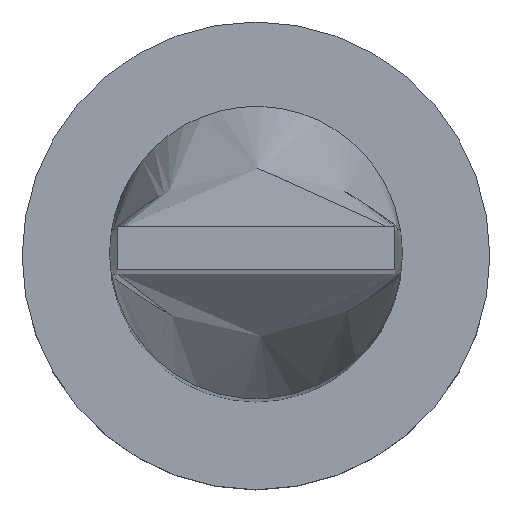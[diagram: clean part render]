
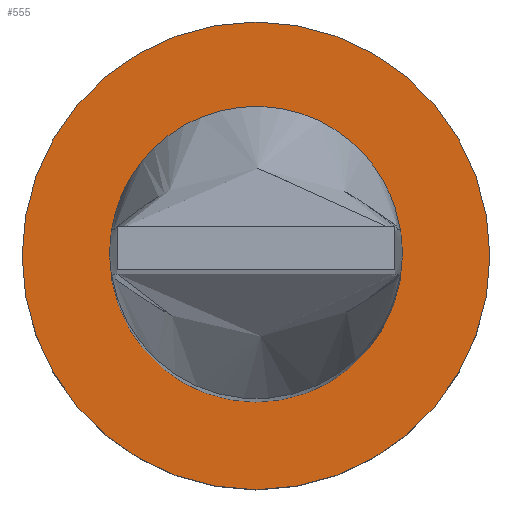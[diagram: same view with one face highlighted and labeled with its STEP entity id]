
A CAD part, top view. The second image highlights one B-rep face of the part: STEP entity #555.
In plain terms, the highlighted planar face has unit normal (0, 0, 1).
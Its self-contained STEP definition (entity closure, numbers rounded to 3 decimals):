
#19 = EDGE_CURVE ( 'NONE', #613, #430, #517, .T. ) ;
#32 = EDGE_LOOP ( 'NONE', ( #557, #277 ) ) ;
#60 = DIRECTION ( 'NONE',  ( 1., 0., 0. ) ) ;
#71 = CARTESIAN_POINT ( 'NONE',  ( 0., 0., 5. ) ) ;
#92 = VERTEX_POINT ( 'NONE', #350 ) ;
#134 = DIRECTION ( 'NONE',  ( 0., 0., 1. ) ) ;
#139 = DIRECTION ( 'NONE',  ( 1., 0., 0. ) ) ;
#164 = DIRECTION ( 'NONE',  ( 0., 0., 1. ) ) ;
#166 = FACE_OUTER_BOUND ( 'NONE', #329, .T. ) ;
#220 = DIRECTION ( 'NONE',  ( 1., 0., 0. ) ) ;
#221 = EDGE_CURVE ( 'NONE', #428, #92, #568, .T. ) ;
#226 = ORIENTED_EDGE ( 'NONE', *, *, #293, .T. ) ;
#232 = AXIS2_PLACEMENT_3D ( 'NONE', #254, #402, #220 ) ;
#251 = CIRCLE ( 'NONE', #232, 5. ) ;
#254 = CARTESIAN_POINT ( 'NONE',  ( 0., 0., 5. ) ) ;
#277 = ORIENTED_EDGE ( 'NONE', *, *, #571, .F. ) ;
#288 = AXIS2_PLACEMENT_3D ( 'NONE', #452, #164, #356 ) ;
#293 = EDGE_CURVE ( 'NONE', #430, #613, #331, .T. ) ;
#296 = AXIS2_PLACEMENT_3D ( 'NONE', #400, #500, #587 ) ;
#299 = AXIS2_PLACEMENT_3D ( 'NONE', #71, #493, #60 ) ;
#329 = EDGE_LOOP ( 'NONE', ( #226, #466 ) ) ;
#331 = CIRCLE ( 'NONE', #288, 8. ) ;
#350 = CARTESIAN_POINT ( 'NONE',  ( 5., 0., 5. ) ) ;
#356 = DIRECTION ( 'NONE',  ( 1., 0., 0. ) ) ;
#382 = CARTESIAN_POINT ( 'NONE',  ( 0., 0., 5. ) ) ;
#389 = AXIS2_PLACEMENT_3D ( 'NONE', #382, #134, #139 ) ;
#394 = CARTESIAN_POINT ( 'NONE',  ( -5., 0., 5. ) ) ;
#400 = CARTESIAN_POINT ( 'NONE',  ( 0., 0., 5. ) ) ;
#402 = DIRECTION ( 'NONE',  ( 0., 0., 1. ) ) ;
#405 = PLANE ( 'NONE',  #299 ) ;
#428 = VERTEX_POINT ( 'NONE', #394 ) ;
#430 = VERTEX_POINT ( 'NONE', #581 ) ;
#452 = CARTESIAN_POINT ( 'NONE',  ( 0., 0., 5. ) ) ;
#466 = ORIENTED_EDGE ( 'NONE', *, *, #19, .T. ) ;
#493 = DIRECTION ( 'NONE',  ( 0., 0., 1. ) ) ;
#496 = FACE_BOUND ( 'NONE', #32, .T. ) ;
#500 = DIRECTION ( 'NONE',  ( 0., 0., 1. ) ) ;
#517 = CIRCLE ( 'NONE', #389, 8. ) ;
#555 = ADVANCED_FACE ( 'NONE', ( #496, #166 ), #405, .T. ) ;
#557 = ORIENTED_EDGE ( 'NONE', *, *, #221, .F. ) ;
#568 = CIRCLE ( 'NONE', #296, 5. ) ;
#571 = EDGE_CURVE ( 'NONE', #92, #428, #251, .T. ) ;
#581 = CARTESIAN_POINT ( 'NONE',  ( -8., 0., 5. ) ) ;
#586 = CARTESIAN_POINT ( 'NONE',  ( 8., 0., 5. ) ) ;
#587 = DIRECTION ( 'NONE',  ( 1., 0., 0. ) ) ;
#613 = VERTEX_POINT ( 'NONE', #586 ) ;
